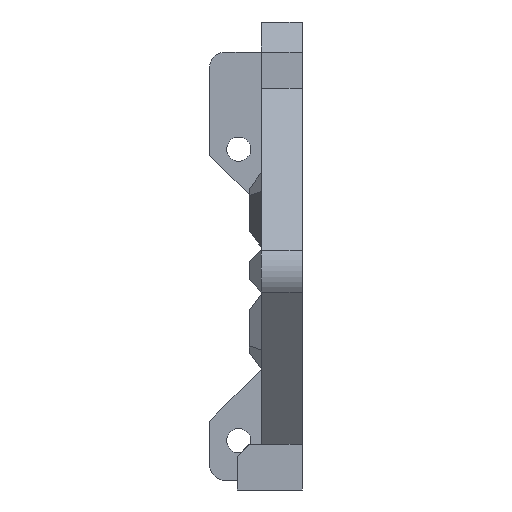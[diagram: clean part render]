
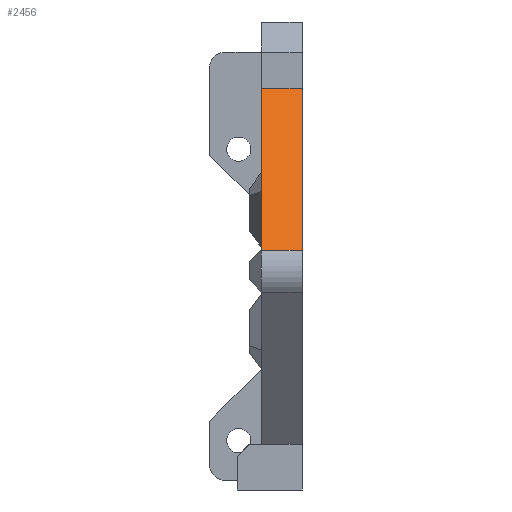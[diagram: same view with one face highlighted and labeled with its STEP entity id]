
A CAD part, front view. The second image highlights one B-rep face of the part: STEP entity #2456.
In plain terms, the highlighted planar face has unit normal (0, -0.775, 0.632).
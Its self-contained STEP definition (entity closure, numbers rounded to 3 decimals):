
#70 = PLANE('',#71);
#71 = AXIS2_PLACEMENT_3D('',#72,#73,#74);
#72 = CARTESIAN_POINT('',(-60.,-14.206,51.846
    ));
#73 = DIRECTION('',(1.,0.,0.));
#74 = DIRECTION('',(0.,0.,1.));
#393 = VERTEX_POINT('',#394);
#394 = CARTESIAN_POINT('',(-60.,-9.887,
    64.558));
#408 = PLANE('',#409);
#409 = AXIS2_PLACEMENT_3D('',#410,#411,#412);
#410 = CARTESIAN_POINT('',(-60.,-9.887,70.5));
#411 = DIRECTION('',(0.,1.,0.));
#412 = DIRECTION('',(0.,0.,-1.));
#420 = EDGE_CURVE('',#421,#393,#423,.T.);
#421 = VERTEX_POINT('',#422);
#422 = CARTESIAN_POINT('',(-60.,-31.691,
    37.848));
#423 = SURFACE_CURVE('',#424,(#428,#435),.PCURVE_S1.);
#424 = LINE('',#425,#426);
#425 = CARTESIAN_POINT('',(-60.,-31.691,
    37.848));
#426 = VECTOR('',#427,1.);
#427 = DIRECTION('',(0.,0.632,0.775));
#428 = PCURVE('',#70,#429);
#429 = DEFINITIONAL_REPRESENTATION('',(#430),#434);
#430 = LINE('',#431,#432);
#431 = CARTESIAN_POINT('',(-13.998,17.485));
#432 = VECTOR('',#433,1.);
#433 = DIRECTION('',(0.775,-0.632));
#434 = ( GEOMETRIC_REPRESENTATION_CONTEXT(2) 
PARAMETRIC_REPRESENTATION_CONTEXT() REPRESENTATION_CONTEXT('2D SPACE',''
  ) );
#435 = PCURVE('',#436,#441);
#436 = PLANE('',#437);
#437 = AXIS2_PLACEMENT_3D('',#438,#439,#440);
#438 = CARTESIAN_POINT('',(-60.,-9.887,64.558));
#439 = DIRECTION('',(0.,0.775,-0.632));
#440 = DIRECTION('',(0.,-0.632,-0.775));
#441 = DEFINITIONAL_REPRESENTATION('',(#442),#446);
#442 = LINE('',#443,#444);
#443 = CARTESIAN_POINT('',(34.48,0.));
#444 = VECTOR('',#445,1.);
#445 = DIRECTION('',(-1.,0.));
#446 = ( GEOMETRIC_REPRESENTATION_CONTEXT(2) 
PARAMETRIC_REPRESENTATION_CONTEXT() REPRESENTATION_CONTEXT('2D SPACE',''
  ) );
#465 = CYLINDRICAL_SURFACE('',#466,5.39);
#466 = AXIS2_PLACEMENT_3D('',#467,#468,#469);
#467 = CARTESIAN_POINT('',(-60.,-27.515,34.439));
#468 = DIRECTION('',(-1.,0.,0.));
#469 = DIRECTION('',(0.,-1.,0.));
#623 = PLANE('',#624);
#624 = AXIS2_PLACEMENT_3D('',#625,#626,#627);
#625 = CARTESIAN_POINT('',(-53.25,12.458,35.548));
#626 = DIRECTION('',(1.,0.,0.));
#627 = DIRECTION('',(0.,0.,1.));
#740 = EDGE_CURVE('',#393,#741,#743,.T.);
#741 = VERTEX_POINT('',#742);
#742 = CARTESIAN_POINT('',(-53.25,-9.887,64.558));
#743 = SURFACE_CURVE('',#744,(#748,#755),.PCURVE_S1.);
#744 = LINE('',#745,#746);
#745 = CARTESIAN_POINT('',(-60.,-9.887,64.558));
#746 = VECTOR('',#747,1.);
#747 = DIRECTION('',(1.,0.,0.));
#748 = PCURVE('',#408,#749);
#749 = DEFINITIONAL_REPRESENTATION('',(#750),#754);
#750 = LINE('',#751,#752);
#751 = CARTESIAN_POINT('',(5.942,0.));
#752 = VECTOR('',#753,1.);
#753 = DIRECTION('',(0.,-1.));
#754 = ( GEOMETRIC_REPRESENTATION_CONTEXT(2) 
PARAMETRIC_REPRESENTATION_CONTEXT() REPRESENTATION_CONTEXT('2D SPACE',''
  ) );
#755 = PCURVE('',#436,#756);
#756 = DEFINITIONAL_REPRESENTATION('',(#757),#761);
#757 = LINE('',#758,#759);
#758 = CARTESIAN_POINT('',(0.,0.));
#759 = VECTOR('',#760,1.);
#760 = DIRECTION('',(0.,-1.));
#761 = ( GEOMETRIC_REPRESENTATION_CONTEXT(2) 
PARAMETRIC_REPRESENTATION_CONTEXT() REPRESENTATION_CONTEXT('2D SPACE',''
  ) );
#2386 = VERTEX_POINT('',#2387);
#2387 = CARTESIAN_POINT('',(-53.25,-31.691,37.848));
#2435 = EDGE_CURVE('',#421,#2386,#2436,.T.);
#2436 = SURFACE_CURVE('',#2437,(#2441,#2448),.PCURVE_S1.);
#2437 = LINE('',#2438,#2439);
#2438 = CARTESIAN_POINT('',(-60.,-31.691,37.848));
#2439 = VECTOR('',#2440,1.);
#2440 = DIRECTION('',(1.,0.,0.));
#2441 = PCURVE('',#465,#2442);
#2442 = DEFINITIONAL_REPRESENTATION('',(#2443),#2447);
#2443 = LINE('',#2444,#2445);
#2444 = CARTESIAN_POINT('',(6.968,0.));
#2445 = VECTOR('',#2446,1.);
#2446 = DIRECTION('',(0.,-1.));
#2447 = ( GEOMETRIC_REPRESENTATION_CONTEXT(2) 
PARAMETRIC_REPRESENTATION_CONTEXT() REPRESENTATION_CONTEXT('2D SPACE',''
  ) );
#2448 = PCURVE('',#436,#2449);
#2449 = DEFINITIONAL_REPRESENTATION('',(#2450),#2454);
#2450 = LINE('',#2451,#2452);
#2451 = CARTESIAN_POINT('',(34.48,0.));
#2452 = VECTOR('',#2453,1.);
#2453 = DIRECTION('',(0.,-1.));
#2454 = ( GEOMETRIC_REPRESENTATION_CONTEXT(2) 
PARAMETRIC_REPRESENTATION_CONTEXT() REPRESENTATION_CONTEXT('2D SPACE',''
  ) );
#2456 = ADVANCED_FACE('',(#2457),#436,.F.);
#2457 = FACE_BOUND('',#2458,.T.);
#2458 = EDGE_LOOP('',(#2459,#2480,#2481,#2482));
#2459 = ORIENTED_EDGE('',*,*,#2460,.F.);
#2460 = EDGE_CURVE('',#741,#2386,#2461,.T.);
#2461 = SURFACE_CURVE('',#2462,(#2466,#2473),.PCURVE_S1.);
#2462 = LINE('',#2463,#2464);
#2463 = CARTESIAN_POINT('',(-53.25,-9.887,64.558));
#2464 = VECTOR('',#2465,1.);
#2465 = DIRECTION('',(0.,-0.632,-0.775));
#2466 = PCURVE('',#436,#2467);
#2467 = DEFINITIONAL_REPRESENTATION('',(#2468),#2472);
#2468 = LINE('',#2469,#2470);
#2469 = CARTESIAN_POINT('',(0.,-6.75));
#2470 = VECTOR('',#2471,1.);
#2471 = DIRECTION('',(1.,0.));
#2472 = ( GEOMETRIC_REPRESENTATION_CONTEXT(2) 
PARAMETRIC_REPRESENTATION_CONTEXT() REPRESENTATION_CONTEXT('2D SPACE',''
  ) );
#2473 = PCURVE('',#623,#2474);
#2474 = DEFINITIONAL_REPRESENTATION('',(#2475),#2479);
#2475 = LINE('',#2476,#2477);
#2476 = CARTESIAN_POINT('',(29.01,22.345));
#2477 = VECTOR('',#2478,1.);
#2478 = DIRECTION('',(-0.775,0.632));
#2479 = ( GEOMETRIC_REPRESENTATION_CONTEXT(2) 
PARAMETRIC_REPRESENTATION_CONTEXT() REPRESENTATION_CONTEXT('2D SPACE',''
  ) );
#2480 = ORIENTED_EDGE('',*,*,#740,.F.);
#2481 = ORIENTED_EDGE('',*,*,#420,.F.);
#2482 = ORIENTED_EDGE('',*,*,#2435,.T.);
